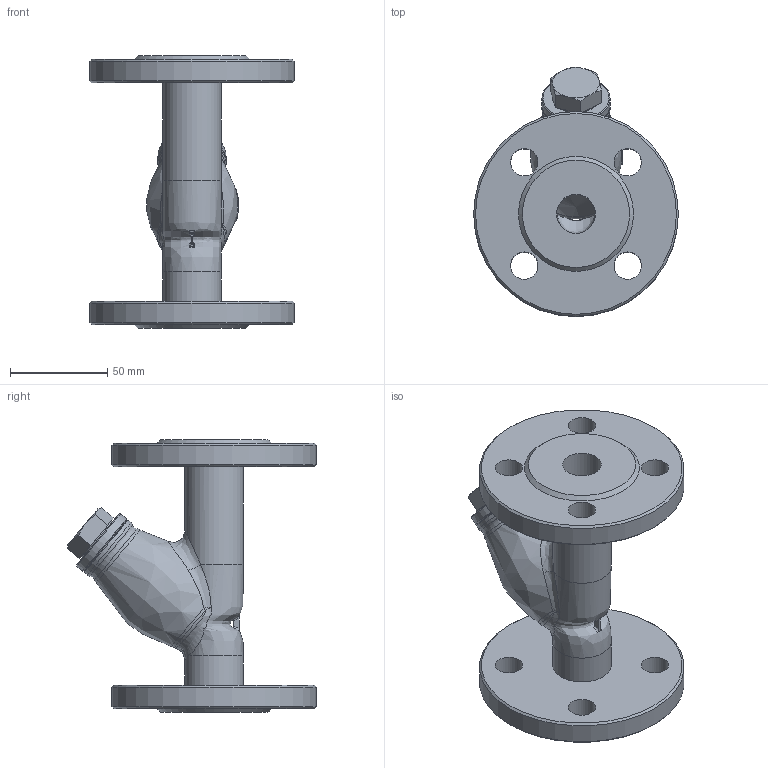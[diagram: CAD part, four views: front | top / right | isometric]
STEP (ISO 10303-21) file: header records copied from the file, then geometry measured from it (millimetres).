
FILE_DESCRIPTION(/* description */ (''),/* implementation_level */ '2;1');
FILE_NAME(/* name */ 'DN20_3D_STEP.stp',/* time_stamp */ '2023-12-14T18:32:16+03:00',/* author */ ('igorr'),/* organization */ (''),/* preprocessor_version */ 'ST-DEVELOPER v19.2',/* originating_system */ 'Autodesk Inventor 2023',/* authorisation */ '');
FILE_SCHEMA (('AUTOMOTIVE_DESIGN { 1 0 10303 214 3 1 1 }'));
Length unit declared in the file: millimetre
Products named in the file (4): Сборка; Деталь1; Деталь2; AS 1110 - M16 x 25
Assembly tree (3 placements, depth 2):
  Сборка
    Деталь1
    Деталь2
    AS 1110 - M16 x 25
Bounding box: 105 x 127.78 x 140 mm (x, y, z)
Volume: 332746.6 mm3; surface area: 73817.6 mm2
Topology: 3 solids, 3 shells, 159 faces, 416 edges, 272 vertices
Faces by surface type: plane 67, bspline 49, cylinder 20, cone 15, torus 6, sphere 2
Full cylindrical faces by diameter (mm): 10 x1, 14 x8, 16 x1, 20 x2, 24 x1, 27 x1, 30 x2, 35 x2, 105 x2
Entity records: 7797 total; most frequent: CARTESIAN_POINT 4048, ORIENTED_EDGE 830, DIRECTION 539, EDGE_CURVE 415, VERTEX_POINT 272, AXIS2_PLACEMENT_3D 214, EDGE_LOOP 191, B_SPLINE_CURVE_WITH_KNOTS 190
